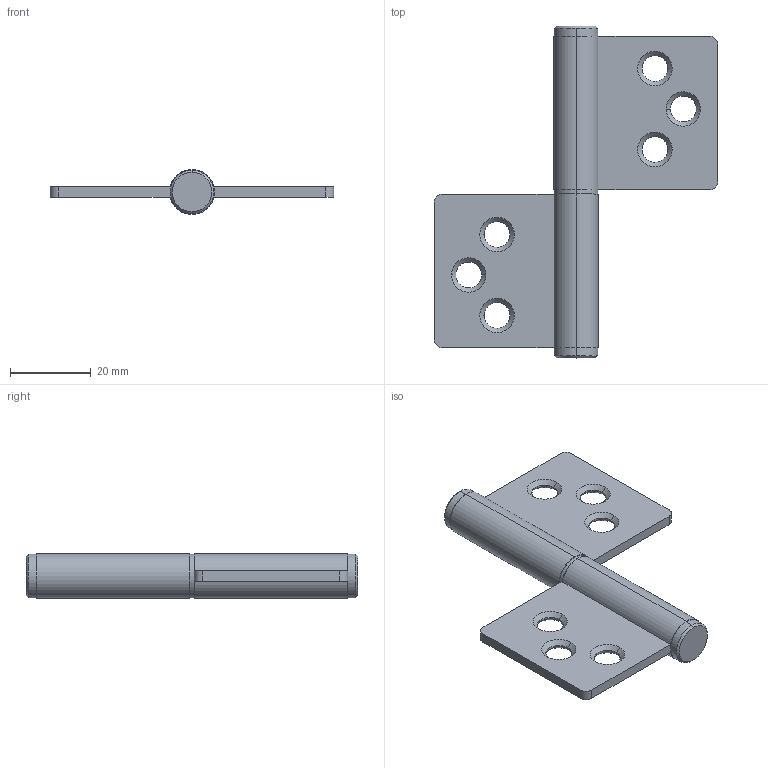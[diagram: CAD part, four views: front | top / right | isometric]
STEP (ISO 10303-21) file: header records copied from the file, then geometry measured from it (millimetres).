
FILE_DESCRIPTION (( 'STEP AP203' ), '1' );
FILE_NAME ('B-1519N-3.STEP', '2011-10-03T04:48:04', ( '' ), ( '' ), 'SwSTEP 2.0', 'SolidWorks 2011', '' );
FILE_SCHEMA (( 'CONFIG_CONTROL_DESIGN' ));
Length unit declared in the file: millimetre
Products named in the file (3): B-1519N-3; B-1519N-3僸儞僕__僸儞僕A; B-1519N-3僸儞僕__僸儞僕B
Assembly tree (2 placements, depth 2):
  B-1519N-3
    B-1519N-3僸儞僕__僸儞僕A
    B-1519N-3僸儞僕__僸儞僕B
Bounding box: 70 x 82 x 11.1 mm (x, y, z)
Volume: 12812.5 mm3; surface area: 8823.3 mm2
Topology: 2 solids, 2 shells, 77 faces, 174 edges, 106 vertices
Faces by surface type: cylinder 32, cone 30, plane 15
Entity records: 2491 total; most frequent: DIRECTION 432, CARTESIAN_POINT 362, ORIENTED_EDGE 348, AXIS2_PLACEMENT_3D 176, EDGE_CURVE 174, VERTEX_POINT 106, CIRCLE 94, EDGE_LOOP 94
